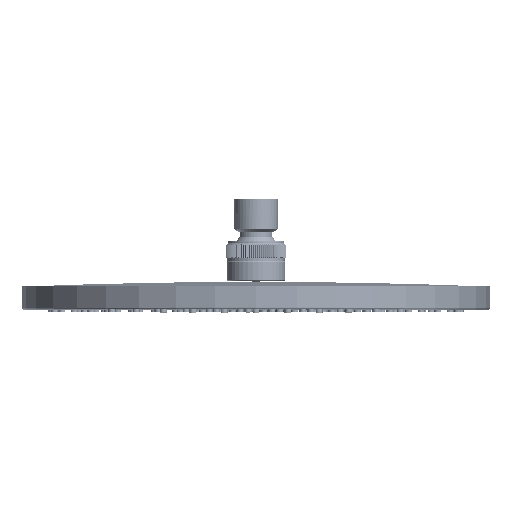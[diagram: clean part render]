
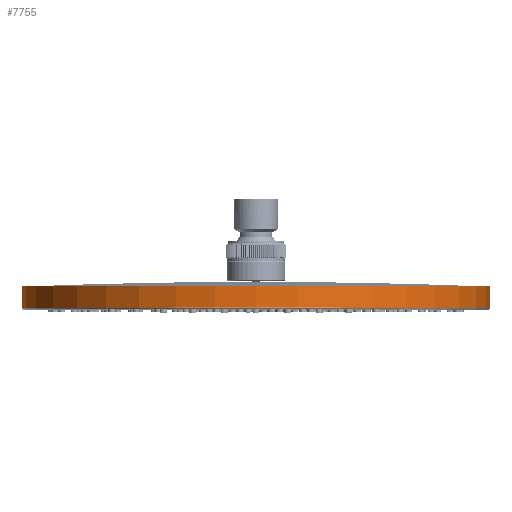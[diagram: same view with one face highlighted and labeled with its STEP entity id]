
A CAD part, top view. The second image highlights one B-rep face of the part: STEP entity #7755.
In plain terms, the highlighted cylindrical face has radius 125 mm (diameter 250 mm), a partial arc.
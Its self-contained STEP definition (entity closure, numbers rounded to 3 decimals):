
#1832=DIRECTION('',(0.,1.,0.));
#1833=VECTOR('',#1832,11.5);
#1834=CARTESIAN_POINT('',(125.,1.,0.));
#1835=LINE('',#1834,#1833);
#1836=DIRECTION('',(0.,1.,0.));
#1837=VECTOR('',#1836,11.5);
#1838=CARTESIAN_POINT('',(-125.,1.,0.));
#1839=LINE('',#1838,#1837);
#1840=CARTESIAN_POINT('',(0.,1.,0.));
#1841=DIRECTION('',(0.,1.,0.));
#1842=DIRECTION('',(-1.,0.,0.));
#1843=AXIS2_PLACEMENT_3D('',#1840,#1841,#1842);
#1855=CARTESIAN_POINT('',(0.,12.5,0.));
#1856=DIRECTION('',(0.,-1.,0.));
#1857=DIRECTION('',(1.,0.,0.));
#1858=AXIS2_PLACEMENT_3D('',#1855,#1856,#1857);
#5146=CARTESIAN_POINT('',(125.,12.5,0.));
#5147=CARTESIAN_POINT('',(-125.,12.5,0.));
#5148=VERTEX_POINT('',#5146);
#5149=VERTEX_POINT('',#5147);
#5158=CARTESIAN_POINT('',(125.,1.,0.));
#5159=CARTESIAN_POINT('',(-125.,1.,0.));
#5160=VERTEX_POINT('',#5158);
#5161=VERTEX_POINT('',#5159);
#7742=CARTESIAN_POINT('',(0.,13.125,0.));
#7743=DIRECTION('',(0.,-1.,0.));
#7744=DIRECTION('',(-1.,0.,0.));
#7745=AXIS2_PLACEMENT_3D('',#7742,#7743,#7744);
#7746=CYLINDRICAL_SURFACE('',#7745,125.);
#7748=ORIENTED_EDGE('',*,*,#7747,.F.);
#7749=ORIENTED_EDGE('',*,*,#7737,.T.);
#7751=ORIENTED_EDGE('',*,*,#7750,.F.);
#7752=ORIENTED_EDGE('',*,*,#7733,.F.);
#7753=EDGE_LOOP('',(#7748,#7749,#7751,#7752));
#7754=FACE_OUTER_BOUND('',#7753,.F.);
#1844=CIRCLE('',#1843,125.);
#1859=CIRCLE('',#1858,125.);
#7733=EDGE_CURVE('',#5160,#5148,#1835,.T.);
#7737=EDGE_CURVE('',#5161,#5149,#1839,.T.);
#7747=EDGE_CURVE('',#5161,#5160,#1844,.T.);
#7750=EDGE_CURVE('',#5148,#5149,#1859,.T.);
#7755=ADVANCED_FACE('',(#7754),#7746,.T.);
